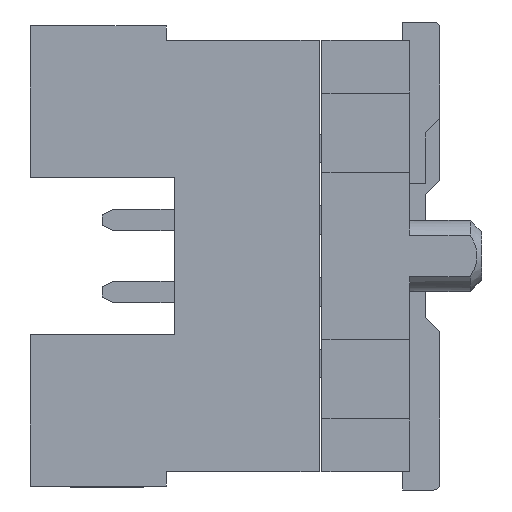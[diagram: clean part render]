
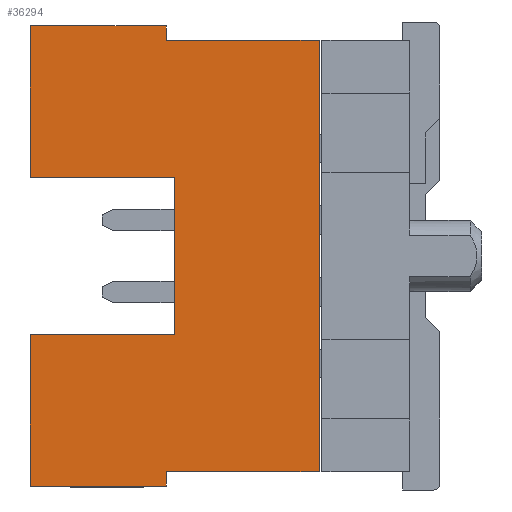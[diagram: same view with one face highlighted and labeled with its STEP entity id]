
A CAD part, left-side view. The second image highlights one B-rep face of the part: STEP entity #36294.
In plain terms, the highlighted planar face has unit normal (-1, 0, 0).
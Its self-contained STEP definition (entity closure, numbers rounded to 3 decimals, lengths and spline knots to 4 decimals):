
#57=DIRECTION('',(0.,0.,1.));
#58=VECTOR('',#57,7.62);
#59=CARTESIAN_POINT('',(-10.795,0.,-3.81));
#60=LINE('',#59,#58);
#61=DIRECTION('',(0.,0.,-1.));
#62=VECTOR('',#61,2.67);
#63=CARTESIAN_POINT('',(-10.795,5.1,-1.395));
#64=LINE('',#63,#62);
#65=DIRECTION('',(0.,-1.,0.));
#66=VECTOR('',#65,2.54);
#67=CARTESIAN_POINT('',(-10.795,5.1,1.395));
#68=LINE('',#67,#66);
#69=DIRECTION('',(0.,0.,-1.));
#70=VECTOR('',#69,2.67);
#71=CARTESIAN_POINT('',(-10.795,5.1,4.065));
#72=LINE('',#71,#70);
#73=DIRECTION('',(0.,1.,0.));
#74=VECTOR('',#73,2.4);
#75=CARTESIAN_POINT('',(-10.795,2.7,4.065));
#76=LINE('',#75,#74);
#77=DIRECTION('',(0.,0.,1.));
#78=VECTOR('',#77,0.255);
#79=CARTESIAN_POINT('',(-10.795,2.7,3.81));
#80=LINE('',#79,#78);
#81=DIRECTION('',(0.,1.,0.));
#82=VECTOR('',#81,2.7);
#83=CARTESIAN_POINT('',(-10.795,0.,3.81));
#84=LINE('',#83,#82);
#93=DIRECTION('',(0.,-1.,0.));
#94=VECTOR('',#93,2.7);
#95=CARTESIAN_POINT('',(-10.795,2.7,-3.81));
#96=LINE('',#95,#94);
#1335=DIRECTION('',(0.,1.,0.));
#1336=VECTOR('',#1335,2.54);
#1337=CARTESIAN_POINT('',(-10.795,2.56,-1.395));
#1338=LINE('',#1337,#1336);
#1363=DIRECTION('',(0.,0.,-1.));
#1364=VECTOR('',#1363,2.79);
#1365=CARTESIAN_POINT('',(-10.795,2.56,1.395));
#1366=LINE('',#1365,#1364);
#1479=DIRECTION('',(0.,1.,0.));
#1480=VECTOR('',#1479,2.4);
#1481=CARTESIAN_POINT('',(-10.795,2.7,-4.065));
#1482=LINE('',#1481,#1480);
#1763=DIRECTION('',(0.,0.,1.));
#1764=VECTOR('',#1763,0.255);
#1765=CARTESIAN_POINT('',(-10.795,2.7,-4.065));
#1766=LINE('',#1765,#1764);
#32400=CARTESIAN_POINT('',(-10.795,0.,3.81));
#32401=VERTEX_POINT('',#32400);
#32402=CARTESIAN_POINT('',(-10.795,0.,-3.81));
#32403=VERTEX_POINT('',#32402);
#32672=CARTESIAN_POINT('',(-10.795,2.7,3.81));
#32673=VERTEX_POINT('',#32672);
#32678=CARTESIAN_POINT('',(-10.795,2.7,4.065));
#32679=VERTEX_POINT('',#32678);
#32680=CARTESIAN_POINT('',(-10.795,5.1,4.065));
#32681=VERTEX_POINT('',#32680);
#32690=CARTESIAN_POINT('',(-10.795,5.1,1.395));
#32691=VERTEX_POINT('',#32690);
#32696=CARTESIAN_POINT('',(-10.795,5.1,-1.395));
#32697=VERTEX_POINT('',#32696);
#32698=CARTESIAN_POINT('',(-10.795,5.1,-4.065));
#32699=VERTEX_POINT('',#32698);
#32710=CARTESIAN_POINT('',(-10.795,2.56,1.395));
#32711=VERTEX_POINT('',#32710);
#32712=CARTESIAN_POINT('',(-10.795,2.7,-3.81));
#32713=VERTEX_POINT('',#32712);
#32714=CARTESIAN_POINT('',(-10.795,2.7,-4.065));
#32715=VERTEX_POINT('',#32714);
#32716=CARTESIAN_POINT('',(-10.795,2.56,-1.395));
#32717=VERTEX_POINT('',#32716);
#36269=CARTESIAN_POINT('',(-10.795,2.55,0.));
#36270=DIRECTION('',(1.,0.,0.));
#36271=DIRECTION('',(0.,0.,1.));
#36272=AXIS2_PLACEMENT_3D('',#36269,#36270,#36271);
#36273=PLANE('',#36272);
#36274=ORIENTED_EDGE('',*,*,#35881,.F.);
#36276=ORIENTED_EDGE('',*,*,#36275,.F.);
#36278=ORIENTED_EDGE('',*,*,#36277,.F.);
#36280=ORIENTED_EDGE('',*,*,#36279,.T.);
#36282=ORIENTED_EDGE('',*,*,#36281,.F.);
#36284=ORIENTED_EDGE('',*,*,#36283,.F.);
#36286=ORIENTED_EDGE('',*,*,#36285,.F.);
#36287=ORIENTED_EDGE('',*,*,#36260,.F.);
#36288=ORIENTED_EDGE('',*,*,#36231,.F.);
#36289=ORIENTED_EDGE('',*,*,#36211,.F.);
#36290=ORIENTED_EDGE('',*,*,#36197,.F.);
#36291=ORIENTED_EDGE('',*,*,#36183,.F.);
#36292=EDGE_LOOP('',(#36274,#36276,#36278,#36280,#36282,#36284,#36286,#36287,
#36288,#36289,#36290,#36291));
#36293=FACE_OUTER_BOUND('',#36292,.F.);
#36294=ADVANCED_FACE('',(#36293),#36273,.F.);
#35881=EDGE_CURVE('',#32403,#32401,#60,.T.);
#36183=EDGE_CURVE('',#32401,#32673,#84,.T.);
#36197=EDGE_CURVE('',#32673,#32679,#80,.T.);
#36211=EDGE_CURVE('',#32679,#32681,#76,.T.);
#36231=EDGE_CURVE('',#32681,#32691,#72,.T.);
#36260=EDGE_CURVE('',#32691,#32711,#68,.T.);
#36275=EDGE_CURVE('',#32713,#32403,#96,.T.);
#36277=EDGE_CURVE('',#32715,#32713,#1766,.T.);
#36279=EDGE_CURVE('',#32715,#32699,#1482,.T.);
#36281=EDGE_CURVE('',#32697,#32699,#64,.T.);
#36283=EDGE_CURVE('',#32717,#32697,#1338,.T.);
#36285=EDGE_CURVE('',#32711,#32717,#1366,.T.);
